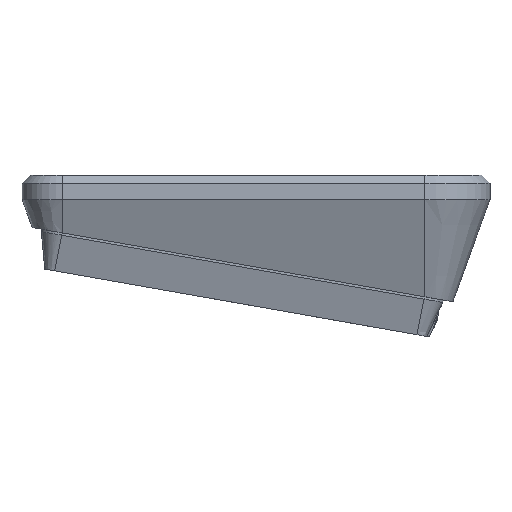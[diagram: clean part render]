
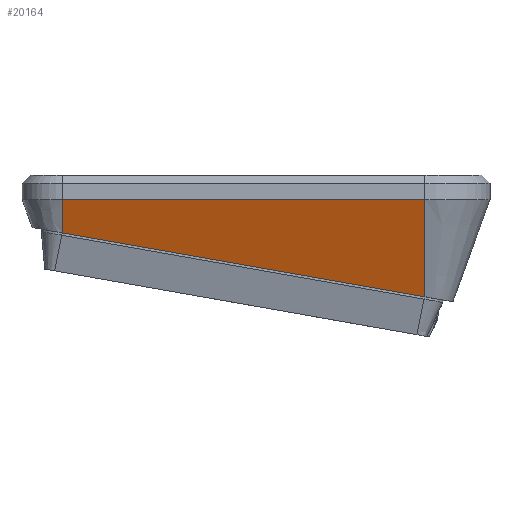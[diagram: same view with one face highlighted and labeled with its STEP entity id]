
A CAD part, front view. The second image highlights one B-rep face of the part: STEP entity #20164.
In plain terms, the highlighted planar face has unit normal (0, -0.94, -0.342).
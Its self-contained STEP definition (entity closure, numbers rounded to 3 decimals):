
#3341 = VECTOR ( 'NONE', #40150, 1000. ) ;
#3398 = CARTESIAN_POINT ( 'NONE',  ( -13.9, -50.358, 15.408 ) ) ;
#3959 = EDGE_CURVE ( 'NONE', #26932, #15756, #21557, .T. ) ;
#8889 = VERTEX_POINT ( 'NONE', #3398 ) ;
#10354 = VECTOR ( 'NONE', #24403, 1000. ) ;
#10483 = DIRECTION ( 'NONE',  ( 1., 0., 0. ) ) ;
#12763 = EDGE_CURVE ( 'NONE', #26932, #8889, #18766, .T. ) ;
#13504 = VECTOR ( 'NONE', #42104, 1000. ) ;
#15300 = EDGE_CURVE ( 'NONE', #17542, #8889, #15613, .T. ) ;
#15613 = LINE ( 'NONE', #41658, #13504 ) ;
#15756 = VERTEX_POINT ( 'NONE', #17453 ) ;
#16306 = CARTESIAN_POINT ( 'NONE',  ( -13.9, -53.34, 23.6 ) ) ;
#16774 = CARTESIAN_POINT ( 'NONE',  ( 75.1, -44.647, -0.285 ) ) ;
#16812 = DIRECTION ( 'NONE',  ( 0., -0.94, -0.342 ) ) ;
#17453 = CARTESIAN_POINT ( 'NONE',  ( 75.1, -53.34, 23.6 ) ) ;
#17542 = VERTEX_POINT ( 'NONE', #16774 ) ;
#18766 = LINE ( 'NONE', #32703, #3341 ) ;
#20164 = ADVANCED_FACE ( 'NONE', ( #30377 ), #40451, .T. ) ;
#20190 = ORIENTED_EDGE ( 'NONE', *, *, #21593, .T. ) ;
#21557 = LINE ( 'NONE', #34945, #31286 ) ;
#21593 = EDGE_CURVE ( 'NONE', #17542, #15756, #42121, .T. ) ;
#24403 = DIRECTION ( 'NONE',  ( 0., -0.342, 0.94 ) ) ;
#26932 = VERTEX_POINT ( 'NONE', #16306 ) ;
#28355 = ORIENTED_EDGE ( 'NONE', *, *, #12763, .T. ) ;
#28912 = EDGE_LOOP ( 'NONE', ( #20190, #42238, #28355, #36914 ) ) ;
#29151 = AXIS2_PLACEMENT_3D ( 'NONE', #30816, #16812, #10483 ) ;
#30377 = FACE_OUTER_BOUND ( 'NONE', #28912, .T. ) ;
#30816 = CARTESIAN_POINT ( 'NONE',  ( 38.1, -47.153, 6.6 ) ) ;
#31286 = VECTOR ( 'NONE', #34716, 1000. ) ;
#32703 = CARTESIAN_POINT ( 'NONE',  ( -13.9, -53.34, 23.6 ) ) ;
#34716 = DIRECTION ( 'NONE',  ( 1., 0., 0. ) ) ;
#34945 = CARTESIAN_POINT ( 'NONE',  ( 75.1, -53.34, 23.6 ) ) ;
#36914 = ORIENTED_EDGE ( 'NONE', *, *, #15300, .F. ) ;
#40150 = DIRECTION ( 'NONE',  ( 0., 0.342, -0.94 ) ) ;
#40451 = PLANE ( 'NONE',  #29151 ) ;
#41658 = CARTESIAN_POINT ( 'NONE',  ( 38.03, -47.026, 6.251 ) ) ;
#41905 = CARTESIAN_POINT ( 'NONE',  ( 75.1, -47.153, 6.6 ) ) ;
#42104 = DIRECTION ( 'NONE',  ( -0.983, -0.063, 0.173 ) ) ;
#42121 = LINE ( 'NONE', #41905, #10354 ) ;
#42238 = ORIENTED_EDGE ( 'NONE', *, *, #3959, .F. ) ;
